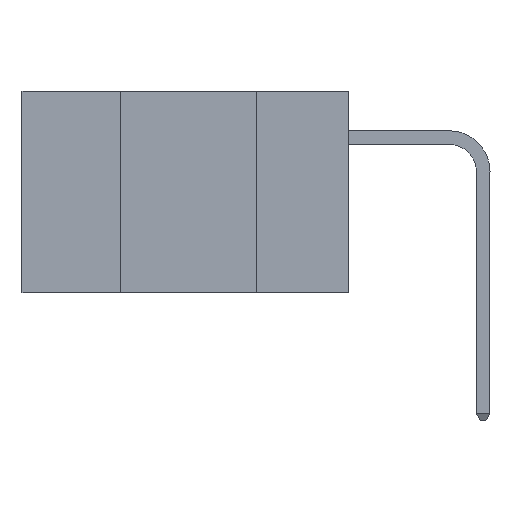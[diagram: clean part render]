
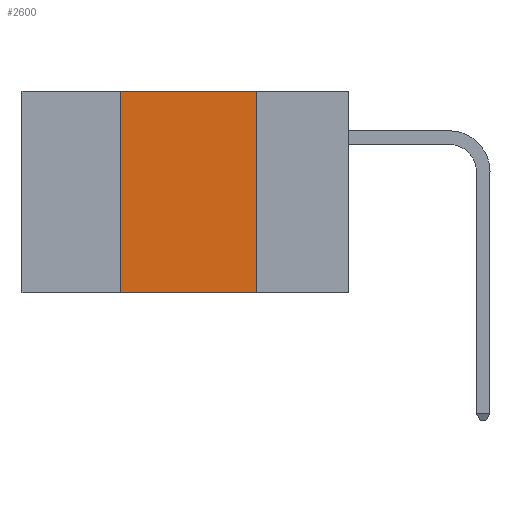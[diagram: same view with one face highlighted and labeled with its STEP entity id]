
A CAD part, left-side view. The second image highlights one B-rep face of the part: STEP entity #2600.
In plain terms, the highlighted planar face has unit normal (-1, 0, 0).
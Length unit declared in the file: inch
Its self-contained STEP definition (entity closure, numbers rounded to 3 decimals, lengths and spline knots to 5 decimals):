
#27 = CARTESIAN_POINT ( 'NONE',  ( 0., 0.42, 0. ) ) ;
#130 = CARTESIAN_POINT ( 'NONE',  ( 0., 0.17, -0.37 ) ) ;
#903 = ORIENTED_EDGE ( 'NONE', *, *, #7060, .F. ) ;
#916 = CARTESIAN_POINT ( 'NONE',  ( 0., 0.42, -0.37 ) ) ;
#943 = EDGE_CURVE ( 'NONE', #1257, #13693, #10190, .T. ) ;
#1107 = VECTOR ( 'NONE', #9536, 39.37008 ) ;
#1257 = VERTEX_POINT ( 'NONE', #916 ) ;
#1463 = CARTESIAN_POINT ( 'NONE',  ( 0., 0.6, -0.37 ) ) ;
#1660 = ORIENTED_EDGE ( 'NONE', *, *, #6648, .T. ) ;
#2291 = CARTESIAN_POINT ( 'NONE',  ( 0., 0.17, 0. ) ) ;
#2600 = ADVANCED_FACE ( 'NONE', ( #10159 ), #13615, .F. ) ;
#2907 = VECTOR ( 'NONE', #13205, 39.37008 ) ;
#3777 = AXIS2_PLACEMENT_3D ( 'NONE', #3995, #6760, #5637 ) ;
#3995 = CARTESIAN_POINT ( 'NONE',  ( 0., 0.6, 0. ) ) ;
#4130 = DIRECTION ( 'NONE',  ( 0., -1., 0. ) ) ;
#5584 = EDGE_LOOP ( 'NONE', ( #12884, #903, #13884, #1660 ) ) ;
#5637 = DIRECTION ( 'NONE',  ( 0., 0., -1. ) ) ;
#5641 = EDGE_CURVE ( 'NONE', #10743, #7985, #9145, .T. ) ;
#5933 = LINE ( 'NONE', #12428, #2907 ) ;
#6294 = VECTOR ( 'NONE', #4130, 39.37008 ) ;
#6646 = LINE ( 'NONE', #1463, #6294 ) ;
#6648 = EDGE_CURVE ( 'NONE', #1257, #7985, #6646, .T. ) ;
#6760 = DIRECTION ( 'NONE',  ( 1., 0., 0. ) ) ;
#7060 = EDGE_CURVE ( 'NONE', #13693, #10743, #5933, .T. ) ;
#7922 = CARTESIAN_POINT ( 'NONE',  ( 0., 0.42, 0. ) ) ;
#7985 = VERTEX_POINT ( 'NONE', #130 ) ;
#9145 = LINE ( 'NONE', #2291, #12124 ) ;
#9536 = DIRECTION ( 'NONE',  ( 0., 0., 1. ) ) ;
#10027 = DIRECTION ( 'NONE',  ( 0., 0., -1. ) ) ;
#10159 = FACE_OUTER_BOUND ( 'NONE', #5584, .T. ) ;
#10190 = LINE ( 'NONE', #27, #1107 ) ;
#10743 = VERTEX_POINT ( 'NONE', #11555 ) ;
#11555 = CARTESIAN_POINT ( 'NONE',  ( 0., 0.17, 0. ) ) ;
#12124 = VECTOR ( 'NONE', #10027, 39.37008 ) ;
#12428 = CARTESIAN_POINT ( 'NONE',  ( 0., 0.6, 0. ) ) ;
#12884 = ORIENTED_EDGE ( 'NONE', *, *, #5641, .F. ) ;
#13205 = DIRECTION ( 'NONE',  ( 0., -1., 0. ) ) ;
#13615 = PLANE ( 'NONE',  #3777 ) ;
#13693 = VERTEX_POINT ( 'NONE', #7922 ) ;
#13884 = ORIENTED_EDGE ( 'NONE', *, *, #943, .F. ) ;
